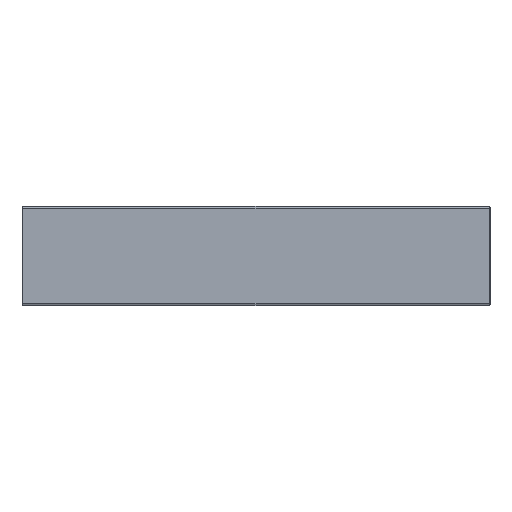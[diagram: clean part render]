
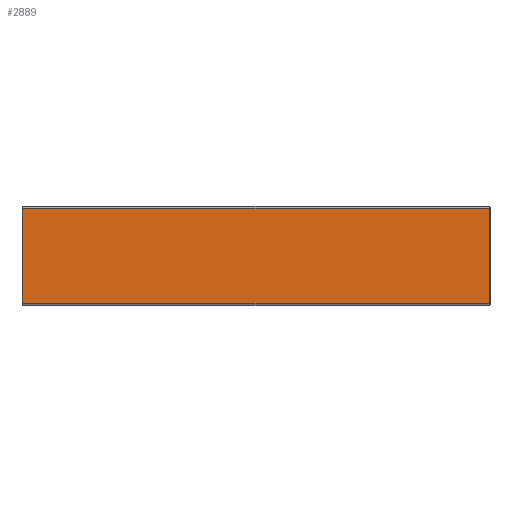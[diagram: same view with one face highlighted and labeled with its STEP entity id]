
A CAD part, front view. The second image highlights one B-rep face of the part: STEP entity #2889.
In plain terms, the highlighted planar face has unit normal (0, -1, 0).
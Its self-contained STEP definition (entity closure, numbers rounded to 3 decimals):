
#402=FACE_OUTER_BOUND('',#566,.T.);
#566=EDGE_LOOP('',(#2427,#2428,#2429,#2430));
#806=LINE('',#6753,#1052);
#816=LINE('',#6778,#1062);
#817=LINE('',#6781,#1063);
#818=LINE('',#6782,#1064);
#1052=VECTOR('',#3479,1000.);
#1062=VECTOR('',#3503,1000.);
#1063=VECTOR('',#3508,1000.);
#1064=VECTOR('',#3509,1000.);
#1303=VERTEX_POINT('',#6751);
#1304=VERTEX_POINT('',#6752);
#1311=VERTEX_POINT('',#6775);
#1312=VERTEX_POINT('',#6777);
#1676=EDGE_CURVE('',#1303,#1304,#806,.T.);
#1689=EDGE_CURVE('',#1312,#1311,#816,.T.);
#1691=EDGE_CURVE('',#1311,#1304,#817,.T.);
#1692=EDGE_CURVE('',#1303,#1312,#818,.T.);
#2427=ORIENTED_EDGE('',*,*,#1689,.T.);
#2428=ORIENTED_EDGE('',*,*,#1691,.T.);
#2429=ORIENTED_EDGE('',*,*,#1676,.F.);
#2430=ORIENTED_EDGE('',*,*,#1692,.T.);
#2594=PLANE('',#3031);
#2889=ADVANCED_FACE('',(#402),#2594,.T.);
#3031=AXIS2_PLACEMENT_3D('',#6780,#3506,#3507);
#3479=DIRECTION('',(1.,0.,0.));
#3503=DIRECTION('',(1.,0.,0.));
#3506=DIRECTION('center_axis',(0.,-1.,0.));
#3507=DIRECTION('ref_axis',(1.,0.,0.));
#3508=DIRECTION('',(0.,0.,1.));
#3509=DIRECTION('',(0.,0.,-1.));
#6751=CARTESIAN_POINT('',(-1.297,-1.55,0.52));
#6752=CARTESIAN_POINT('',(1.297,-1.55,0.52));
#6753=CARTESIAN_POINT('',(-2.043,-1.55,0.52));
#6775=CARTESIAN_POINT('',(1.297,-1.55,-0.01));
#6777=CARTESIAN_POINT('',(-1.297,-1.55,-0.01));
#6778=CARTESIAN_POINT('',(-2.043,-1.55,-0.01));
#6780=CARTESIAN_POINT('Origin',(-2.043,-1.55,-0.01));
#6781=CARTESIAN_POINT('',(1.297,-1.55,-0.01));
#6782=CARTESIAN_POINT('',(-1.297,-1.55,-0.01));
